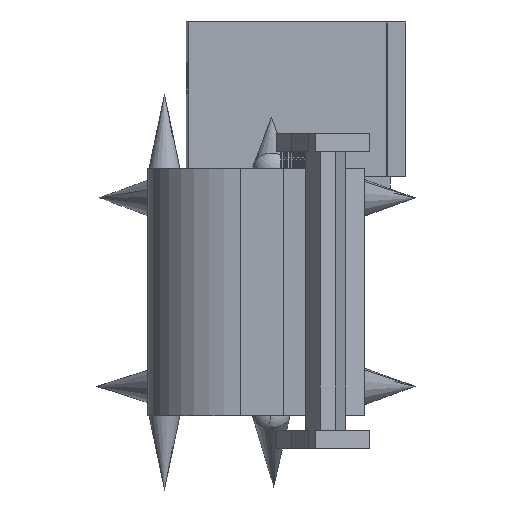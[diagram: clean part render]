
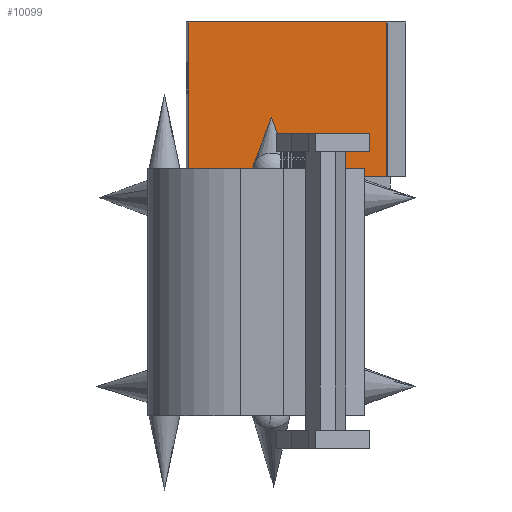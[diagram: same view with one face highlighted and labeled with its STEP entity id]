
A CAD part, left-side view. The second image highlights one B-rep face of the part: STEP entity #10099.
In plain terms, the highlighted face is planar.
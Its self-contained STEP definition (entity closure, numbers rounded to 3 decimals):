
#63 = VECTOR ( 'NONE', #14801, 1000. ) ;
#245 = VERTEX_POINT ( 'NONE', #8780 ) ;
#880 = EDGE_CURVE ( 'NONE', #10450, #8243, #6148, .T. ) ;
#1749 = AXIS2_PLACEMENT_3D ( 'NONE', #12640, #3156, #4456 ) ;
#1932 = CARTESIAN_POINT ( 'NONE',  ( 11., 16., 25. ) ) ;
#2616 = VECTOR ( 'NONE', #10977, 1000. ) ;
#2639 = LINE ( 'NONE', #14537, #8315 ) ;
#3156 = DIRECTION ( 'NONE',  ( -1., 0., 0. ) ) ;
#3220 = ORIENTED_EDGE ( 'NONE', *, *, #8184, .T. ) ;
#3906 = CARTESIAN_POINT ( 'NONE',  ( 11., 16., 0. ) ) ;
#4456 = DIRECTION ( 'NONE',  ( 0., -1., 0. ) ) ;
#4825 = ORIENTED_EDGE ( 'NONE', *, *, #11264, .T. ) ;
#4827 = CARTESIAN_POINT ( 'NONE',  ( 11., 16., 25. ) ) ;
#6148 = LINE ( 'NONE', #4827, #2616 ) ;
#6832 = DIRECTION ( 'NONE',  ( 0., 0., -1. ) ) ;
#6907 = CARTESIAN_POINT ( 'NONE',  ( 11., -16., 25. ) ) ;
#7303 = ORIENTED_EDGE ( 'NONE', *, *, #880, .F. ) ;
#7384 = DIRECTION ( 'NONE',  ( 0., 0., -1. ) ) ;
#8184 = EDGE_CURVE ( 'NONE', #10450, #245, #12655, .T. ) ;
#8243 = VERTEX_POINT ( 'NONE', #1932 ) ;
#8315 = VECTOR ( 'NONE', #7384, 1000. ) ;
#8780 = CARTESIAN_POINT ( 'NONE',  ( 11., -16., 0. ) ) ;
#8788 = ORIENTED_EDGE ( 'NONE', *, *, #13408, .F. ) ;
#10079 = LINE ( 'NONE', #3906, #63 ) ;
#10099 = ADVANCED_FACE ( 'NONE', ( #11587 ), #10243, .F. ) ;
#10243 = PLANE ( 'NONE',  #1749 ) ;
#10450 = VERTEX_POINT ( 'NONE', #12199 ) ;
#10548 = CARTESIAN_POINT ( 'NONE',  ( 11., 16., 0. ) ) ;
#10977 = DIRECTION ( 'NONE',  ( 0., 1., 0. ) ) ;
#11264 = EDGE_CURVE ( 'NONE', #245, #11327, #10079, .T. ) ;
#11327 = VERTEX_POINT ( 'NONE', #10548 ) ;
#11587 = FACE_OUTER_BOUND ( 'NONE', #14229, .T. ) ;
#12199 = CARTESIAN_POINT ( 'NONE',  ( 11., -16., 25. ) ) ;
#12640 = CARTESIAN_POINT ( 'NONE',  ( 11., 16., 25. ) ) ;
#12655 = LINE ( 'NONE', #6907, #13672 ) ;
#13408 = EDGE_CURVE ( 'NONE', #8243, #11327, #2639, .T. ) ;
#13672 = VECTOR ( 'NONE', #6832, 1000. ) ;
#14229 = EDGE_LOOP ( 'NONE', ( #4825, #8788, #7303, #3220 ) ) ;
#14537 = CARTESIAN_POINT ( 'NONE',  ( 11., 16., 25. ) ) ;
#14801 = DIRECTION ( 'NONE',  ( 0., 1., 0. ) ) ;
